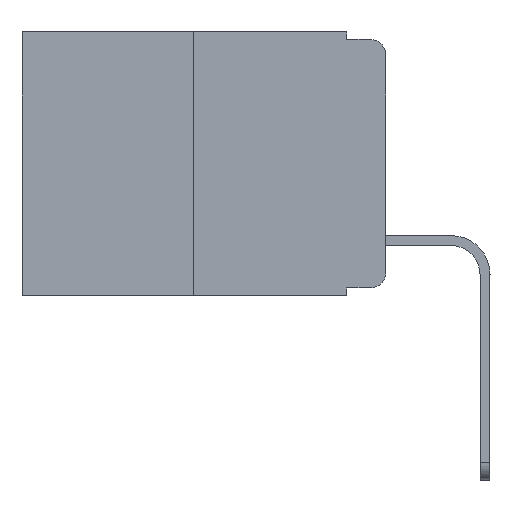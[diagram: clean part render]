
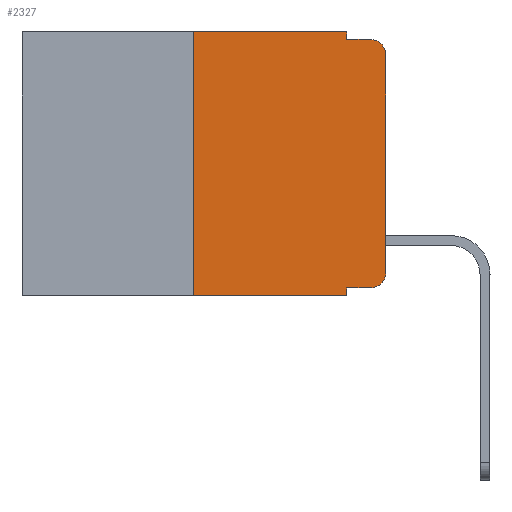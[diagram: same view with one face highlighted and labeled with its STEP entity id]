
A CAD part, left-side view. The second image highlights one B-rep face of the part: STEP entity #2327.
In plain terms, the highlighted planar face has unit normal (-1, 0, 0).
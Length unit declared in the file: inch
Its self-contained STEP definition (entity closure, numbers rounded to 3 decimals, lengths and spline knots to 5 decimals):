
#261 = VERTEX_POINT ( 'NONE', #14179 ) ;
#521 = CARTESIAN_POINT ( 'NONE',  ( 0., 0.02, -0.01 ) ) ;
#757 = AXIS2_PLACEMENT_3D ( 'NONE', #1727, #14725, #11116 ) ;
#806 = LINE ( 'NONE', #9963, #6703 ) ;
#924 = VERTEX_POINT ( 'NONE', #10793 ) ;
#1125 = DIRECTION ( 'NONE',  ( 0., 0., -1. ) ) ;
#1217 = CARTESIAN_POINT ( 'NONE',  ( 0., 0.051, -0.01 ) ) ;
#1227 = AXIS2_PLACEMENT_3D ( 'NONE', #9850, #14563, #6314 ) ;
#1525 = EDGE_CURVE ( 'NONE', #261, #14491, #7395, .T. ) ;
#1727 = CARTESIAN_POINT ( 'NONE',  ( 0., 0.02, -0.03 ) ) ;
#1966 = ORIENTED_EDGE ( 'NONE', *, *, #11989, .T. ) ;
#2327 = ADVANCED_FACE ( 'NONE', ( #4180 ), #3049, .F. ) ;
#2456 = CARTESIAN_POINT ( 'NONE',  ( 0., 0.473, 0. ) ) ;
#2462 = ORIENTED_EDGE ( 'NONE', *, *, #5600, .T. ) ;
#2572 = DIRECTION ( 'NONE',  ( 0., -1., 0. ) ) ;
#2735 = VECTOR ( 'NONE', #7664, 39.37008 ) ;
#2950 = CARTESIAN_POINT ( 'NONE',  ( 0., 0.473, 0. ) ) ;
#3049 = PLANE ( 'NONE',  #14963 ) ;
#3054 = LINE ( 'NONE', #14075, #5271 ) ;
#3159 = DIRECTION ( 'NONE',  ( 0., 0., 1. ) ) ;
#3670 = CARTESIAN_POINT ( 'NONE',  ( 0., 0.25, -0.343 ) ) ;
#4176 = DIRECTION ( 'NONE',  ( 0., 0., -1. ) ) ;
#4180 = FACE_OUTER_BOUND ( 'NONE', #9619, .T. ) ;
#4395 = DIRECTION ( 'NONE',  ( 0., -1., 0. ) ) ;
#4865 = CARTESIAN_POINT ( 'NONE',  ( 0., 0., 0. ) ) ;
#5271 = VECTOR ( 'NONE', #1125, 39.37008 ) ;
#5381 = LINE ( 'NONE', #9199, #12438 ) ;
#5600 = EDGE_CURVE ( 'NONE', #12345, #14491, #5381, .T. ) ;
#5698 = EDGE_CURVE ( 'NONE', #12923, #924, #9213, .T. ) ;
#6056 = DIRECTION ( 'NONE',  ( 0., 0., 1. ) ) ;
#6314 = DIRECTION ( 'NONE',  ( 0., 0., -1. ) ) ;
#6499 = CARTESIAN_POINT ( 'NONE',  ( 0., 0.051, 0. ) ) ;
#6554 = CIRCLE ( 'NONE', #757, 0.02 ) ;
#6640 = ORIENTED_EDGE ( 'NONE', *, *, #12473, .T. ) ;
#6703 = VECTOR ( 'NONE', #4395, 39.37008 ) ;
#6711 = EDGE_CURVE ( 'NONE', #9249, #10557, #11137, .T. ) ;
#7013 = EDGE_CURVE ( 'NONE', #261, #8443, #806, .T. ) ;
#7113 = DIRECTION ( 'NONE',  ( 0., -1., 0. ) ) ;
#7395 = LINE ( 'NONE', #6499, #2735 ) ;
#7664 = DIRECTION ( 'NONE',  ( 0., 0., -1. ) ) ;
#8401 = CARTESIAN_POINT ( 'NONE',  ( 0., 0., -0.03 ) ) ;
#8443 = VERTEX_POINT ( 'NONE', #9156 ) ;
#9039 = VECTOR ( 'NONE', #7113, 39.37008 ) ;
#9156 = CARTESIAN_POINT ( 'NONE',  ( 0., 0.02, -0.333 ) ) ;
#9178 = CIRCLE ( 'NONE', #1227, 0.02 ) ;
#9199 = CARTESIAN_POINT ( 'NONE',  ( 0., 0.473, -0.343 ) ) ;
#9213 = LINE ( 'NONE', #2456, #9039 ) ;
#9249 = VERTEX_POINT ( 'NONE', #14159 ) ;
#9315 = ORIENTED_EDGE ( 'NONE', *, *, #7013, .T. ) ;
#9485 = LINE ( 'NONE', #14398, #11681 ) ;
#9619 = EDGE_LOOP ( 'NONE', ( #13395, #1966, #9873, #11266, #13693, #12281, #2462, #10121, #9315, #6640 ) ) ;
#9850 = CARTESIAN_POINT ( 'NONE',  ( 0., 0.02, -0.313 ) ) ;
#9873 = ORIENTED_EDGE ( 'NONE', *, *, #13974, .F. ) ;
#9963 = CARTESIAN_POINT ( 'NONE',  ( 0., 0.051, -0.333 ) ) ;
#10121 = ORIENTED_EDGE ( 'NONE', *, *, #1525, .F. ) ;
#10360 = EDGE_CURVE ( 'NONE', #12345, #12923, #11788, .T. ) ;
#10441 = CARTESIAN_POINT ( 'NONE',  ( 0., 0.25, 0. ) ) ;
#10557 = VERTEX_POINT ( 'NONE', #8401 ) ;
#10793 = CARTESIAN_POINT ( 'NONE',  ( 0., 0.051, 0. ) ) ;
#11116 = DIRECTION ( 'NONE',  ( 0., 0., -1. ) ) ;
#11137 = LINE ( 'NONE', #4865, #12644 ) ;
#11156 = DIRECTION ( 'NONE',  ( 1., 0., 0. ) ) ;
#11266 = ORIENTED_EDGE ( 'NONE', *, *, #11597, .F. ) ;
#11597 = EDGE_CURVE ( 'NONE', #924, #13277, #3054, .T. ) ;
#11681 = VECTOR ( 'NONE', #2572, 39.37008 ) ;
#11788 = LINE ( 'NONE', #10441, #15273 ) ;
#11989 = EDGE_CURVE ( 'NONE', #10557, #14003, #6554, .T. ) ;
#12281 = ORIENTED_EDGE ( 'NONE', *, *, #10360, .F. ) ;
#12345 = VERTEX_POINT ( 'NONE', #3670 ) ;
#12385 = CARTESIAN_POINT ( 'NONE',  ( 0., 0.25, 0. ) ) ;
#12438 = VECTOR ( 'NONE', #12850, 39.37008 ) ;
#12473 = EDGE_CURVE ( 'NONE', #8443, #9249, #9178, .T. ) ;
#12644 = VECTOR ( 'NONE', #6056, 39.37008 ) ;
#12850 = DIRECTION ( 'NONE',  ( 0., -1., 0. ) ) ;
#12923 = VERTEX_POINT ( 'NONE', #12385 ) ;
#13053 = CARTESIAN_POINT ( 'NONE',  ( 0., 0.051, -0.343 ) ) ;
#13277 = VERTEX_POINT ( 'NONE', #1217 ) ;
#13395 = ORIENTED_EDGE ( 'NONE', *, *, #6711, .T. ) ;
#13693 = ORIENTED_EDGE ( 'NONE', *, *, #5698, .F. ) ;
#13974 = EDGE_CURVE ( 'NONE', #13277, #14003, #9485, .T. ) ;
#14003 = VERTEX_POINT ( 'NONE', #521 ) ;
#14075 = CARTESIAN_POINT ( 'NONE',  ( 0., 0.051, 0. ) ) ;
#14159 = CARTESIAN_POINT ( 'NONE',  ( 0., 0., -0.313 ) ) ;
#14179 = CARTESIAN_POINT ( 'NONE',  ( 0., 0.051, -0.333 ) ) ;
#14398 = CARTESIAN_POINT ( 'NONE',  ( 0., 0.051, -0.01 ) ) ;
#14491 = VERTEX_POINT ( 'NONE', #13053 ) ;
#14563 = DIRECTION ( 'NONE',  ( -1., 0., 0. ) ) ;
#14725 = DIRECTION ( 'NONE',  ( -1., 0., 0. ) ) ;
#14963 = AXIS2_PLACEMENT_3D ( 'NONE', #2950, #11156, #4176 ) ;
#15273 = VECTOR ( 'NONE', #3159, 39.37008 ) ;
